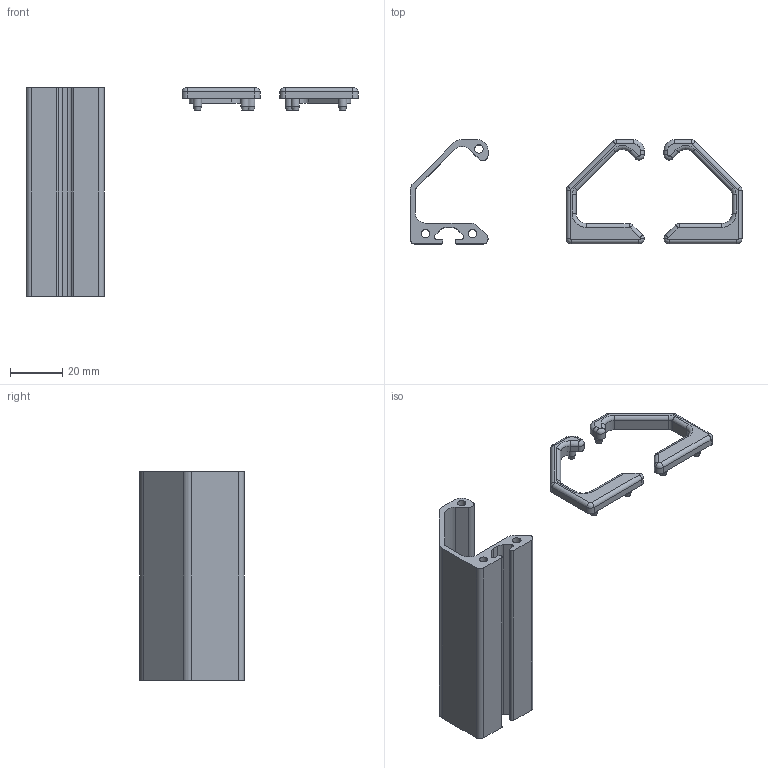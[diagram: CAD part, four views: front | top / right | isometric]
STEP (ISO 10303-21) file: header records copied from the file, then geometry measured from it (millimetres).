
FILE_DESCRIPTION (( 'STEP AP214' ), '1' );
FILE_NAME ('092022.STEP', '2014-08-14T14:06:35', ( '' ), ( '' ), 'SwSTEP 2.0', 'SolidWorks 2014', '' );
FILE_SCHEMA (( 'AUTOMOTIVE_DESIGN' ));
Length unit declared in the file: millimetre
Products named in the file (5): 092022; 092021; 092021r; 092021l; 092024_092 024.080
Assembly tree (4 placements, depth 3):
  092022
    092024_092 024.080
    092021
      092021l
      092021r
Bounding box: 127.6 x 40 x 80 mm (x, y, z)
Volume: 24825.1 mm3; surface area: 23358.3 mm2
Topology: 3 solids, 3 shells, 259 faces, 683 edges, 436 vertices
Faces by surface type: cylinder 117, plane 108, torus 22, cone 12
Entity records: 9416 total; most frequent: DIRECTION 1511, CARTESIAN_POINT 1386, ORIENTED_EDGE 1366, EDGE_CURVE 683, AXIS2_PLACEMENT_3D 561, VERTEX_POINT 436, LINE 389, VECTOR 389
